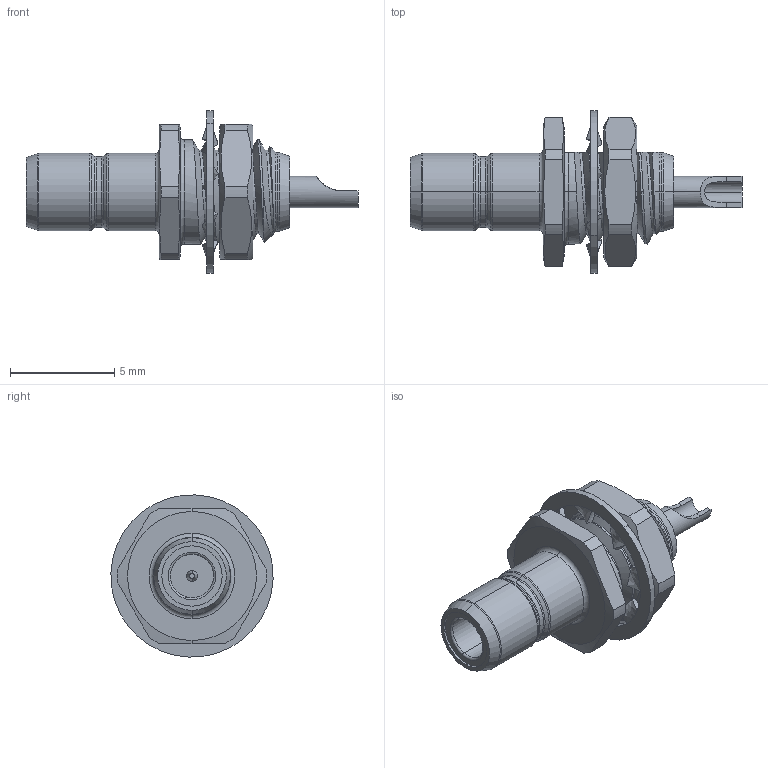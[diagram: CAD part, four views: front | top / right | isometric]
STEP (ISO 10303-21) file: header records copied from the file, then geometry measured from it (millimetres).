
FILE_DESCRIPTION (( 'STEP AP214' ), '1' );
FILE_NAME ('Âèëêà_ÑÐ-50-1-03-Â-Ï-069.STEP', '2018-12-03T09:26:17', ( 'User' ), ( '' ), 'SwSTEP 2.0', 'SolidWorks 2016', '' );
FILE_SCHEMA (( 'AUTOMOTIVE_DESIGN' ));
Length unit declared in the file: millimetre
Products named in the file (1): Âèëêà_ÑÐ-50-1-03-Â-Ï-069
Bounding box: 15.95 x 7.79 x 7.79 mm (x, y, z)
Volume: 210.7 mm3; surface area: 462.9 mm2
Topology: 3 solids, 3 shells, 198 faces, 503 edges, 315 vertices
Faces by surface type: cylinder 68, bspline 50, cone 34, plane 27, torus 19
Entity records: 13075 total; most frequent: CARTESIAN_POINT 6627, ORIENTED_EDGE 1002, DIRECTION 724, EDGE_CURVE 501, VERTEX_POINT 315, AXIS2_PLACEMENT_3D 300, EDGE_LOOP 208, UNCERTAINTY_MEASURE_WITH_UNIT 203
